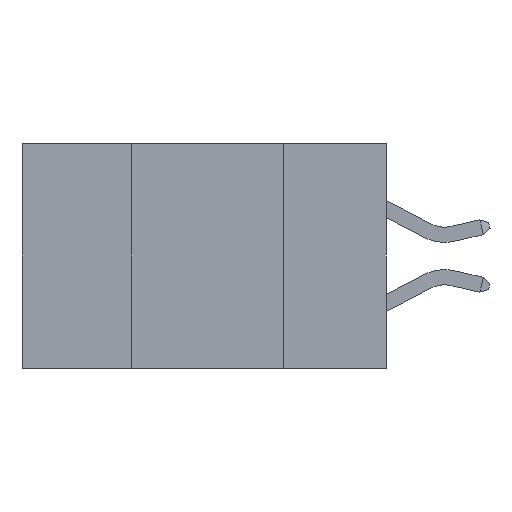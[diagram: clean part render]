
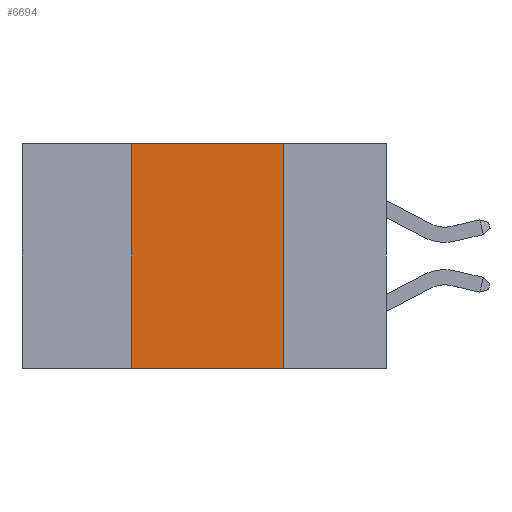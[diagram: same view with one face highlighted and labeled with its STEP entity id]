
A CAD part, left-side view. The second image highlights one B-rep face of the part: STEP entity #6694.
In plain terms, the highlighted planar face has unit normal (-1, 0, 0).
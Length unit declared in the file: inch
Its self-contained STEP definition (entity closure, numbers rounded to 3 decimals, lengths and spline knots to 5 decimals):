
#889 = ORIENTED_EDGE ( 'NONE', *, *, #13248, .F. ) ;
#1144 = CARTESIAN_POINT ( 'NONE',  ( 0., 0.17, -0.37 ) ) ;
#1409 = VECTOR ( 'NONE', #7415, 39.37008 ) ;
#1593 = VERTEX_POINT ( 'NONE', #13067 ) ;
#1778 = EDGE_LOOP ( 'NONE', ( #3689, #889, #10052, #10373 ) ) ;
#3350 = LINE ( 'NONE', #14007, #1409 ) ;
#3689 = ORIENTED_EDGE ( 'NONE', *, *, #14019, .F. ) ;
#3696 = LINE ( 'NONE', #1144, #10815 ) ;
#4429 = CARTESIAN_POINT ( 'NONE',  ( 0., 0.6, 0. ) ) ;
#4753 = PLANE ( 'NONE',  #8860 ) ;
#5269 = VECTOR ( 'NONE', #8146, 39.37008 ) ;
#5814 = CARTESIAN_POINT ( 'NONE',  ( 0., 0.42, 0. ) ) ;
#6694 = ADVANCED_FACE ( 'NONE', ( #8474 ), #4753, .F. ) ;
#6837 = LINE ( 'NONE', #4429, #13671 ) ;
#7415 = DIRECTION ( 'NONE',  ( 0., 0., 1. ) ) ;
#7980 = VERTEX_POINT ( 'NONE', #16990 ) ;
#8146 = DIRECTION ( 'NONE',  ( 0., -1., 0. ) ) ;
#8300 = DIRECTION ( 'NONE',  ( 1., 0., 0. ) ) ;
#8474 = FACE_OUTER_BOUND ( 'NONE', #1778, .T. ) ;
#8860 = AXIS2_PLACEMENT_3D ( 'NONE', #14894, #8300, #13574 ) ;
#9182 = DIRECTION ( 'NONE',  ( 0., 0., -1. ) ) ;
#9587 = EDGE_CURVE ( 'NONE', #1593, #14873, #3350, .T. ) ;
#10052 = ORIENTED_EDGE ( 'NONE', *, *, #9587, .F. ) ;
#10373 = ORIENTED_EDGE ( 'NONE', *, *, #16565, .T. ) ;
#10815 = VECTOR ( 'NONE', #9182, 39.37008 ) ;
#11762 = CARTESIAN_POINT ( 'NONE',  ( 0., 0.6, -0.37 ) ) ;
#12356 = VERTEX_POINT ( 'NONE', #16192 ) ;
#13067 = CARTESIAN_POINT ( 'NONE',  ( 0., 0.42, -0.37 ) ) ;
#13248 = EDGE_CURVE ( 'NONE', #14873, #7980, #6837, .T. ) ;
#13574 = DIRECTION ( 'NONE',  ( 0., 0., -1. ) ) ;
#13671 = VECTOR ( 'NONE', #16040, 39.37008 ) ;
#14007 = CARTESIAN_POINT ( 'NONE',  ( 0., 0.42, -0.37 ) ) ;
#14019 = EDGE_CURVE ( 'NONE', #7980, #12356, #3696, .T. ) ;
#14873 = VERTEX_POINT ( 'NONE', #5814 ) ;
#14894 = CARTESIAN_POINT ( 'NONE',  ( 0., 0.6, 0. ) ) ;
#16025 = LINE ( 'NONE', #11762, #5269 ) ;
#16040 = DIRECTION ( 'NONE',  ( 0., -1., 0. ) ) ;
#16192 = CARTESIAN_POINT ( 'NONE',  ( 0., 0.17, -0.37 ) ) ;
#16565 = EDGE_CURVE ( 'NONE', #1593, #12356, #16025, .T. ) ;
#16990 = CARTESIAN_POINT ( 'NONE',  ( 0., 0.17, 0. ) ) ;
